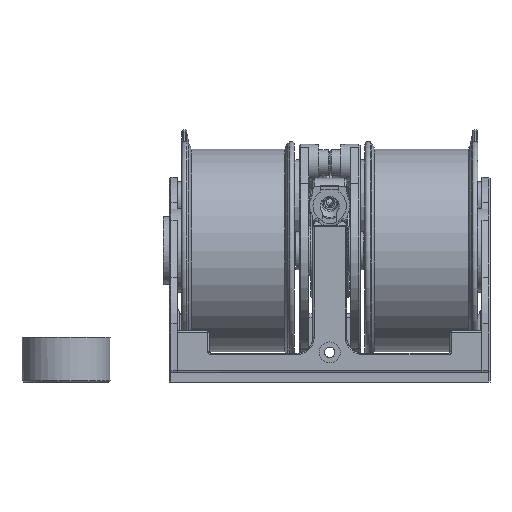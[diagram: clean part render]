
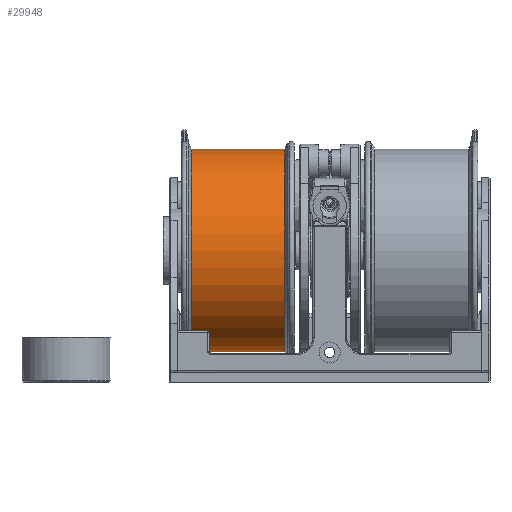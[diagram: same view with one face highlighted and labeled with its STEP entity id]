
A CAD part, front view. The second image highlights one B-rep face of the part: STEP entity #29948.
In plain terms, the highlighted cylindrical face has radius 31.625 mm (diameter 63.25 mm), a full revolution.
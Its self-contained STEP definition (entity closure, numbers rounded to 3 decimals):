
#2015=LINE('',#43684,#4524);
#4524=VECTOR('',#35411,31.625);
#6845=CYLINDRICAL_SURFACE('',#32109,31.625);
#7445=FACE_OUTER_BOUND('',#9292,.T.);
#9292=EDGE_LOOP('',(#20462,#20463,#20464,#20465));
#11226=CIRCLE('',#32107,31.625);
#11228=CIRCLE('',#32110,31.625);
#12564=VERTEX_POINT('',#43678);
#12565=VERTEX_POINT('',#43682);
#15546=EDGE_CURVE('',#12564,#12564,#11226,.T.);
#15548=EDGE_CURVE('',#12565,#12565,#11228,.T.);
#15549=EDGE_CURVE('',#12565,#12564,#2015,.T.);
#20462=ORIENTED_EDGE('',*,*,#15548,.T.);
#20463=ORIENTED_EDGE('',*,*,#15549,.T.);
#20464=ORIENTED_EDGE('',*,*,#15546,.F.);
#20465=ORIENTED_EDGE('',*,*,#15549,.F.);
#29948=ADVANCED_FACE('',(#7445),#6845,.T.);
#32107=AXIS2_PLACEMENT_3D('',#43679,#35403,#35404);
#32109=AXIS2_PLACEMENT_3D('',#43681,#35407,#35408);
#32110=AXIS2_PLACEMENT_3D('',#43683,#35409,#35410);
#35403=DIRECTION('center_axis',(1.,0.,0.));
#35404=DIRECTION('ref_axis',(0.,0.,-1.));
#35407=DIRECTION('center_axis',(1.,0.,0.));
#35408=DIRECTION('ref_axis',(0.,0.,-1.));
#35409=DIRECTION('center_axis',(1.,0.,0.));
#35410=DIRECTION('ref_axis',(0.,0.,-1.));
#35411=DIRECTION('',(1.,0.,0.));
#43678=CARTESIAN_POINT('',(43.273,0.,31.625));
#43679=CARTESIAN_POINT('Origin',(43.273,0.,0.));
#43681=CARTESIAN_POINT('Origin',(28.625,0.,0.));
#43682=CARTESIAN_POINT('',(13.977,0.,31.625));
#43683=CARTESIAN_POINT('Origin',(13.977,0.,0.));
#43684=CARTESIAN_POINT('',(28.625,0.,31.625));
